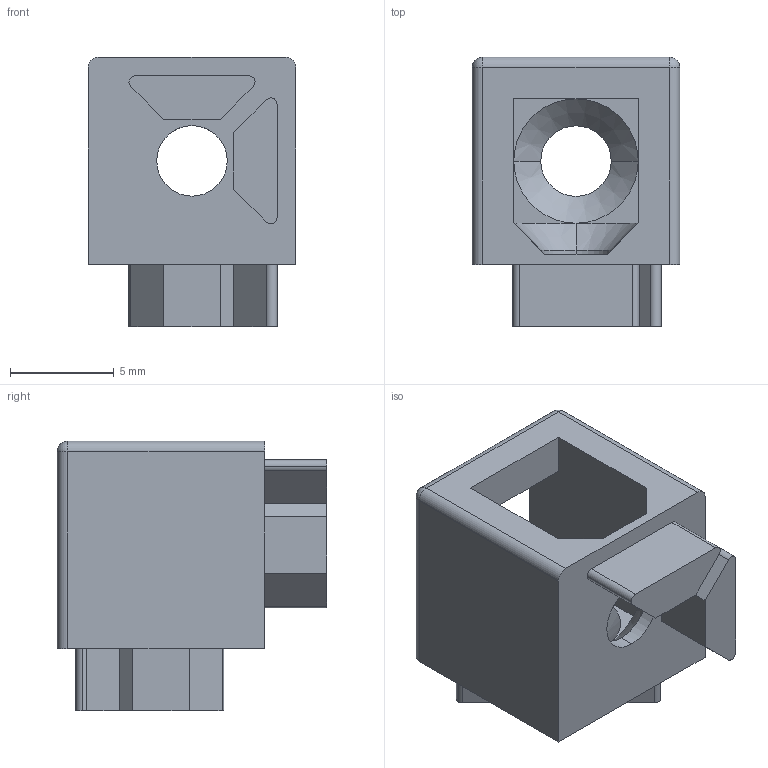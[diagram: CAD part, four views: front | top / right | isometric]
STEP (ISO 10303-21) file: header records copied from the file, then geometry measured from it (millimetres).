
FILE_DESCRIPTION (( 'STEP AP203' ), '1' );
FILE_NAME ('10謗晚源輸.STEP', '2025-04-16T06:43:03', ( '' ), ( '' ), 'SwSTEP 2.0', 'SolidWorks 2022', '' );
FILE_SCHEMA (( 'CONFIG_CONTROL_DESIGN' ));
Length unit declared in the file: millimetre
Products named in the file (1): 10謗晚源輸
Bounding box: 10 x 13 x 13 mm (x, y, z)
Volume: 676.1 mm3; surface area: 915.4 mm2
Topology: 1 solids, 1 shells, 63 faces, 160 edges, 99 vertices
Faces by surface type: plane 38, cylinder 19, cone 4, sphere 2
Entity records: 1954 total; most frequent: DIRECTION 329, CARTESIAN_POINT 327, ORIENTED_EDGE 316, EDGE_CURVE 158, LINE 111, VECTOR 111, AXIS2_PLACEMENT_3D 109, VERTEX_POINT 99
